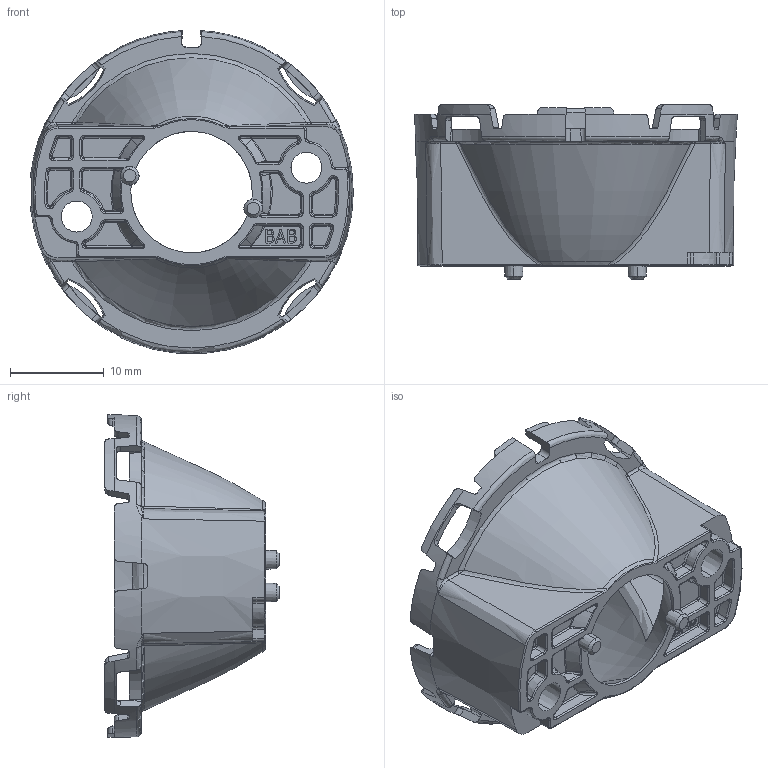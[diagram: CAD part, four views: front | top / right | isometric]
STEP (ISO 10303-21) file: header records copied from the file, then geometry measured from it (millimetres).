
FILE_DESCRIPTION(('STEP AP214'),'1');
FILE_NAME('HOLDER-32-HP-05-13-6.stp','2022-03-21T14:16:30',(' '),(' '),'Spatial InterOp 3D',' ',' ');
FILE_SCHEMA(('AUTOMOTIVE_DESIGN { 1 0 10303 214 1 1 1 1 }'));
Length unit declared in the file: millimetre
Products named in the file (1): HOLDER-32-HP-05-13-6
Bounding box: 34.35 x 18.53 x 34.36 mm (x, y, z)
Volume: 2603.3 mm3; surface area: 4135.5 mm2
Topology: 1 solids, 1 shells, 736 faces, 1997 edges, 1242 vertices
Faces by surface type: bspline 196, plane 165, cylinder 151, cone 78, extrusion 63, torus 61, sphere 12, revolution 10
Entity records: 56300 total; most frequent: CARTESIAN_POINT 34799, ORIENTED_EDGE 3938, DIRECTION 2098, EDGE_CURVE 1969, B_SPLINE_CURVE_WITH_KNOTS 1263, VERTEX_POINT 1242, AXIS2_PLACEMENT_3D 786, EDGE_LOOP 757
